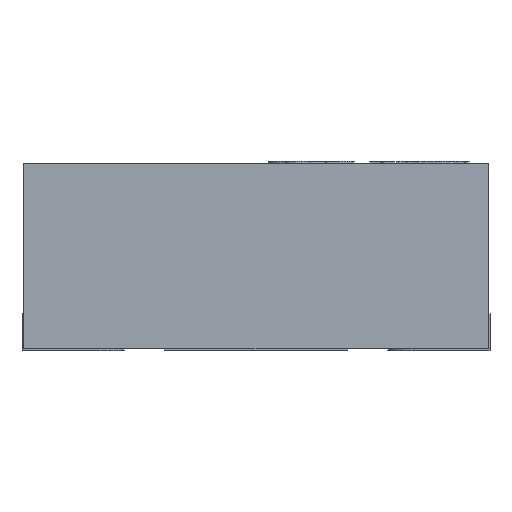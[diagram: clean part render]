
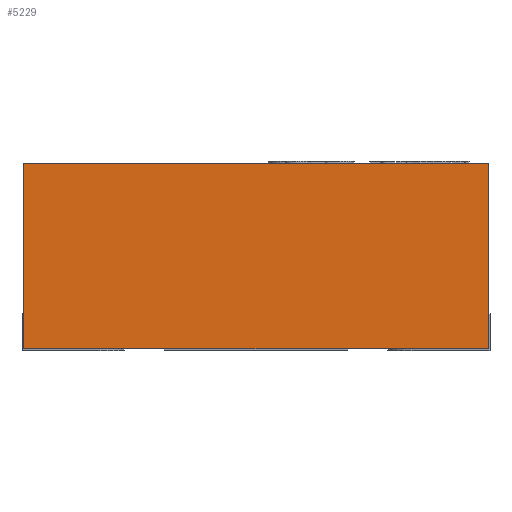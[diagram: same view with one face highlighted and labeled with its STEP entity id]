
A CAD part, front view. The second image highlights one B-rep face of the part: STEP entity #5229.
In plain terms, the highlighted planar face has unit normal (0, -1, 0).
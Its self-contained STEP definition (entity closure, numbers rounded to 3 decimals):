
#45 = EDGE_CURVE ( 'NONE', #3574, #5013, #2400, .T. ) ;
#682 = CARTESIAN_POINT ( 'NONE',  ( -1.25, -1.25, 0.01 ) ) ;
#698 = EDGE_CURVE ( 'NONE', #7299, #5013, #10626, .T. ) ;
#1588 = ORIENTED_EDGE ( 'NONE', *, *, #698, .F. ) ;
#2400 = LINE ( 'NONE', #13971, #10563 ) ;
#2776 = CARTESIAN_POINT ( 'NONE',  ( 1.25, -1.25, 1.01 ) ) ;
#3068 = ORIENTED_EDGE ( 'NONE', *, *, #12802, .F. ) ;
#3117 = CARTESIAN_POINT ( 'NONE',  ( -1.25, -1.25, 1.01 ) ) ;
#3574 = VERTEX_POINT ( 'NONE', #682 ) ;
#4259 = CARTESIAN_POINT ( 'NONE',  ( 1.25, -1.25, 1.01 ) ) ;
#4280 = VERTEX_POINT ( 'NONE', #11241 ) ;
#4757 = DIRECTION ( 'NONE',  ( 0., 0., 1. ) ) ;
#5013 = VERTEX_POINT ( 'NONE', #8946 ) ;
#5067 = LINE ( 'NONE', #13924, #8948 ) ;
#5193 = DIRECTION ( 'NONE',  ( 1., 0., 0. ) ) ;
#5229 = ADVANCED_FACE ( 'NONE', ( #10939 ), #7180, .F. ) ;
#6915 = ORIENTED_EDGE ( 'NONE', *, *, #45, .T. ) ;
#7180 = PLANE ( 'NONE',  #13315 ) ;
#7299 = VERTEX_POINT ( 'NONE', #4259 ) ;
#8143 = DIRECTION ( 'NONE',  ( 0., 0., -1. ) ) ;
#8946 = CARTESIAN_POINT ( 'NONE',  ( 1.25, -1.25, 0.01 ) ) ;
#8948 = VECTOR ( 'NONE', #14008, 1000. ) ;
#9480 = LINE ( 'NONE', #3117, #9734 ) ;
#9734 = VECTOR ( 'NONE', #14894, 1000. ) ;
#10559 = EDGE_LOOP ( 'NONE', ( #6915, #1588, #3068, #12877 ) ) ;
#10563 = VECTOR ( 'NONE', #5193, 1000. ) ;
#10626 = LINE ( 'NONE', #2776, #13004 ) ;
#10939 = FACE_OUTER_BOUND ( 'NONE', #10559, .T. ) ;
#11241 = CARTESIAN_POINT ( 'NONE',  ( -1.25, -1.25, 1.01 ) ) ;
#12433 = CARTESIAN_POINT ( 'NONE',  ( -1.25, -1.25, 1.01 ) ) ;
#12487 = EDGE_CURVE ( 'NONE', #4280, #3574, #9480, .T. ) ;
#12802 = EDGE_CURVE ( 'NONE', #4280, #7299, #5067, .T. ) ;
#12877 = ORIENTED_EDGE ( 'NONE', *, *, #12487, .T. ) ;
#13004 = VECTOR ( 'NONE', #8143, 1000. ) ;
#13315 = AXIS2_PLACEMENT_3D ( 'NONE', #12433, #15015, #4757 ) ;
#13924 = CARTESIAN_POINT ( 'NONE',  ( -1.25, -1.25, 1.01 ) ) ;
#13971 = CARTESIAN_POINT ( 'NONE',  ( -1.25, -1.25, 0.01 ) ) ;
#14008 = DIRECTION ( 'NONE',  ( 1., 0., 0. ) ) ;
#14894 = DIRECTION ( 'NONE',  ( 0., 0., -1. ) ) ;
#15015 = DIRECTION ( 'NONE',  ( 0., 1., 0. ) ) ;
